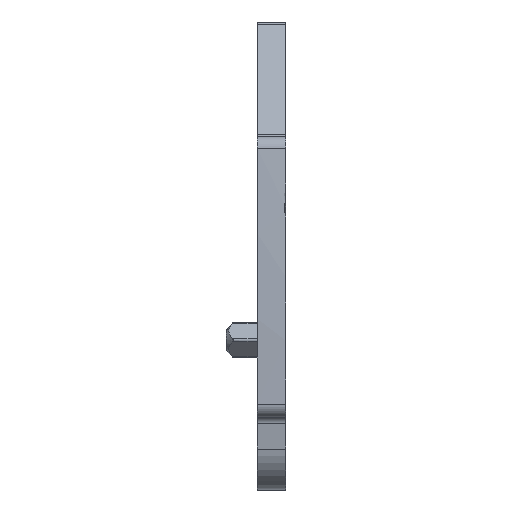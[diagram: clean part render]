
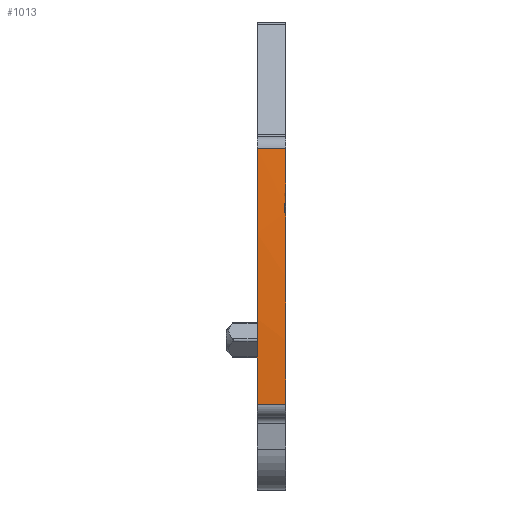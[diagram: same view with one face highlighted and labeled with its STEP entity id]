
A CAD part, front view. The second image highlights one B-rep face of the part: STEP entity #1013.
In plain terms, the highlighted cylindrical face has radius 122.822 mm (diameter 245.644 mm), a partial arc.
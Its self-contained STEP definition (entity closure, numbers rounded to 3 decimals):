
#253=AXIS2_PLACEMENT_3D('Circle Axis2P3D',#251,#252,$) ;
#361=AXIS2_PLACEMENT_3D('Circle Axis2P3D',#359,#360,$) ;
#660=AXIS2_PLACEMENT_3D('Circle Axis2P3D',#658,#659,$) ;
#979=AXIS2_PLACEMENT_3D('Cylinder Axis2P3D',#976,#977,#978) ;
#1000=AXIS2_PLACEMENT_3D('Circle Axis2P3D',#998,#999,$) ;
#248=CARTESIAN_POINT('Vertex',(4.3,0.521,21.3)) ;
#251=CARTESIAN_POINT('Axis2P3D Location',(4.3,122.822,10.)) ;
#255=CARTESIAN_POINT('Vertex',(4.3,0.458,20.6)) ;
#359=CARTESIAN_POINT('Axis2P3D Location',(4.4,122.822,10.)) ;
#363=CARTESIAN_POINT('Vertex',(4.4,0.458,20.6)) ;
#365=CARTESIAN_POINT('Vertex',(4.4,0.054,6.37)) ;
#655=CARTESIAN_POINT('Vertex',(2.3,0.054,6.37)) ;
#658=CARTESIAN_POINT('Axis2P3D Location',(2.3,122.822,10.)) ;
#662=CARTESIAN_POINT('Vertex',(2.3,0.973,25.426)) ;
#956=CARTESIAN_POINT('Line Origine',(3.35,0.973,25.426)) ;
#960=CARTESIAN_POINT('Vertex',(4.4,0.973,25.426)) ;
#976=CARTESIAN_POINT('Axis2P3D Location',(3.35,122.822,10.)) ;
#981=CARTESIAN_POINT('Line Origine',(3.35,0.054,6.37)) ;
#986=CARTESIAN_POINT('Line Origine',(3.35,0.458,20.6)) ;
#991=CARTESIAN_POINT('Line Origine',(3.35,0.521,21.3)) ;
#995=CARTESIAN_POINT('Vertex',(4.4,0.521,21.3)) ;
#998=CARTESIAN_POINT('Axis2P3D Location',(4.4,122.822,10.)) ;
#252=DIRECTION('Axis2P3D Direction',(1.,0.,0.)) ;
#360=DIRECTION('Axis2P3D Direction',(1.,0.,0.)) ;
#659=DIRECTION('Axis2P3D Direction',(1.,0.,0.)) ;
#957=DIRECTION('Vector Direction',(1.,0.,0.)) ;
#977=DIRECTION('Axis2P3D Direction',(1.,0.,0.)) ;
#978=DIRECTION('Axis2P3D XDirection',(0.,-0.992,0.126)) ;
#982=DIRECTION('Vector Direction',(1.,0.,0.)) ;
#987=DIRECTION('Vector Direction',(1.,0.,0.)) ;
#992=DIRECTION('Vector Direction',(1.,0.,0.)) ;
#999=DIRECTION('Axis2P3D Direction',(1.,0.,0.)) ;
#958=VECTOR('Line Direction',#957,1.) ;
#983=VECTOR('Line Direction',#982,1.) ;
#988=VECTOR('Line Direction',#987,1.) ;
#993=VECTOR('Line Direction',#992,1.) ;
#1004=ORIENTED_EDGE('',*,*,#985,.T.) ;
#1005=ORIENTED_EDGE('',*,*,#367,.F.) ;
#1006=ORIENTED_EDGE('',*,*,#990,.T.) ;
#1007=ORIENTED_EDGE('',*,*,#257,.F.) ;
#1008=ORIENTED_EDGE('',*,*,#997,.F.) ;
#1009=ORIENTED_EDGE('',*,*,#1002,.F.) ;
#1010=ORIENTED_EDGE('',*,*,#962,.F.) ;
#1011=ORIENTED_EDGE('',*,*,#664,.F.) ;
#1013=ADVANCED_FACE('AEP_IO21',(#1012),#980,.T.) ;
#254=CIRCLE('generated circle',#253,122.822) ;
#362=CIRCLE('generated circle',#361,122.822) ;
#661=CIRCLE('generated circle',#660,122.822) ;
#1001=CIRCLE('generated circle',#1000,122.822) ;
#980=CYLINDRICAL_SURFACE('generated cylinder',#979,122.822) ;
#257=EDGE_CURVE('',#249,#256,#254,.T.) ;
#367=EDGE_CURVE('',#364,#366,#362,.T.) ;
#664=EDGE_CURVE('',#656,#663,#661,.F.) ;
#962=EDGE_CURVE('',#663,#961,#959,.T.) ;
#985=EDGE_CURVE('',#656,#366,#984,.T.) ;
#990=EDGE_CURVE('',#364,#256,#989,.F.) ;
#997=EDGE_CURVE('',#996,#249,#994,.F.) ;
#1002=EDGE_CURVE('',#961,#996,#1001,.T.) ;
#1003=EDGE_LOOP('',(#1004,#1005,#1006,#1007,#1008,#1009,#1010,#1011)) ;
#1012=FACE_OUTER_BOUND('',#1003,.T.) ;
#959=LINE('Line',#956,#958) ;
#984=LINE('Line',#981,#983) ;
#989=LINE('Line',#986,#988) ;
#994=LINE('Line',#991,#993) ;
#249=VERTEX_POINT('',#248) ;
#256=VERTEX_POINT('',#255) ;
#364=VERTEX_POINT('',#363) ;
#366=VERTEX_POINT('',#365) ;
#656=VERTEX_POINT('',#655) ;
#663=VERTEX_POINT('',#662) ;
#961=VERTEX_POINT('',#960) ;
#996=VERTEX_POINT('',#995) ;
